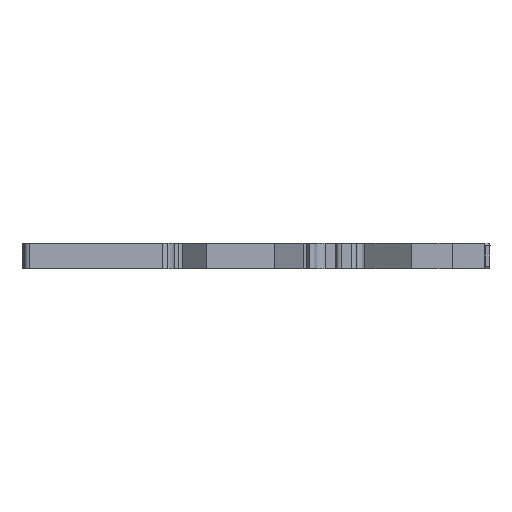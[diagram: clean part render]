
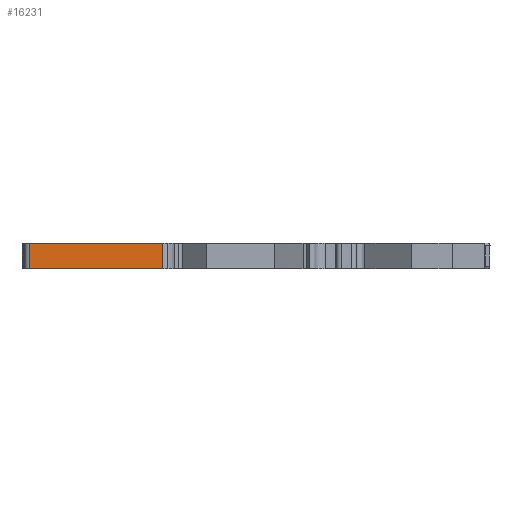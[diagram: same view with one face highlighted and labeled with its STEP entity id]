
A CAD part, front view. The second image highlights one B-rep face of the part: STEP entity #16231.
In plain terms, the highlighted planar face has unit normal (0, -1, 0).
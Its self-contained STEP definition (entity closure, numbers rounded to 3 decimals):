
#5288=DIRECTION('',(0.,0.,1.));
#5289=VECTOR('',#5288,5.);
#5290=CARTESIAN_POINT('',(-18.05,-6.,-2.5));
#5291=LINE('',#5290,#5289);
#5292=DIRECTION('',(-1.,0.,0.));
#5293=VECTOR('',#5292,26.);
#5294=CARTESIAN_POINT('',(-18.05,-6.,-2.5));
#5295=LINE('',#5294,#5293);
#5296=DIRECTION('',(0.,0.,1.));
#5297=VECTOR('',#5296,5.);
#5298=CARTESIAN_POINT('',(-44.05,-6.,-2.5));
#5299=LINE('',#5298,#5297);
#5300=DIRECTION('',(1.,0.,0.));
#5301=VECTOR('',#5300,26.);
#5302=CARTESIAN_POINT('',(-44.05,-6.,2.5));
#5303=LINE('',#5302,#5301);
#6490=CARTESIAN_POINT('',(-18.05,-6.,2.5));
#6491=VERTEX_POINT('',#6490);
#6492=CARTESIAN_POINT('',(-44.05,-6.,2.5));
#6493=VERTEX_POINT('',#6492);
#7110=CARTESIAN_POINT('',(-44.05,-6.,-2.5));
#7111=VERTEX_POINT('',#7110);
#7112=CARTESIAN_POINT('',(-18.05,-6.,-2.5));
#7113=VERTEX_POINT('',#7112);
#16219=CARTESIAN_POINT('',(-31.05,-6.,0.));
#16220=DIRECTION('',(0.,1.,0.));
#16221=DIRECTION('',(1.,0.,0.));
#16222=AXIS2_PLACEMENT_3D('',#16219,#16220,#16221);
#16223=PLANE('',#16222);
#16224=ORIENTED_EDGE('',*,*,#16212,.F.);
#16225=ORIENTED_EDGE('',*,*,#8526,.T.);
#16227=ORIENTED_EDGE('',*,*,#16226,.T.);
#16228=ORIENTED_EDGE('',*,*,#9469,.T.);
#16229=EDGE_LOOP('',(#16224,#16225,#16227,#16228));
#16230=FACE_OUTER_BOUND('',#16229,.F.);
#8526=EDGE_CURVE('',#7113,#7111,#5295,.T.);
#9469=EDGE_CURVE('',#6493,#6491,#5303,.T.);
#16212=EDGE_CURVE('',#7113,#6491,#5291,.T.);
#16226=EDGE_CURVE('',#7111,#6493,#5299,.T.);
#16231=ADVANCED_FACE('',(#16230),#16223,.F.);
